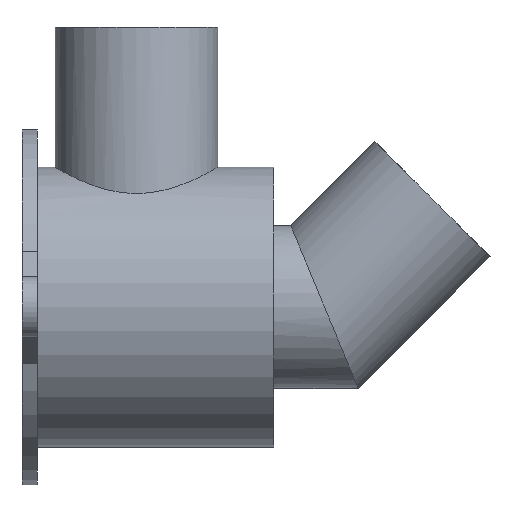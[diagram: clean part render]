
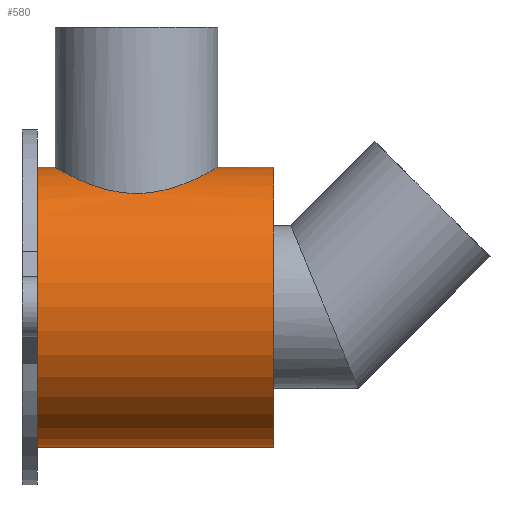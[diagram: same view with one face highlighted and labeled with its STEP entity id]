
A CAD part, left-side view. The second image highlights one B-rep face of the part: STEP entity #580.
In plain terms, the highlighted cylindrical face has radius 27.5 mm (diameter 55 mm), a full revolution.
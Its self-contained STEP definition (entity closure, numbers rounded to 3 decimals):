
#27=B_SPLINE_CURVE_WITH_KNOTS('',3,(#1036,#1037,#1038,#1039,#1040,#1041,
#1042,#1043,#1044,#1045,#1046,#1047,#1048,#1049,#1050,#1051,#1052,#1053,
#1054,#1055,#1056,#1057,#1058,#1059,#1060,#1061,#1062,#1063,#1064,#1065),
 .UNSPECIFIED.,.F.,.F.,(4,2,2,2,2,2,2,2,2,2,2,2,2,2,4),(0.,0.311,
0.622,1.244,1.554,1.863,2.172,
2.481,2.791,3.1,3.409,3.719,
4.341,4.652,4.963),.UNSPECIFIED.);
#28=B_SPLINE_CURVE_WITH_KNOTS('',3,(#1066,#1067,#1068,#1069,#1070,#1071,
#1072,#1073,#1074,#1075,#1076,#1077,#1078,#1079,#1080,#1081,#1082,#1083,
#1084,#1085,#1086,#1087,#1088,#1089,#1090,#1091,#1092,#1093,#1094,#1095),
 .UNSPECIFIED.,.F.,.F.,(4,2,2,2,2,2,2,2,2,2,2,2,2,2,4),(4.963,
5.274,5.585,6.207,6.516,6.826,
7.135,7.444,7.754,8.063,8.372,
8.682,9.304,9.615,9.926),
 .UNSPECIFIED.);
#36=FACE_BOUND('',#159,.T.);
#67=CIRCLE('',#653,27.5);
#68=CIRCLE('',#654,27.5);
#72=CIRCLE('',#662,27.5);
#73=CIRCLE('',#663,27.5);
#90=CYLINDRICAL_SURFACE('',#661,27.5);
#119=FACE_OUTER_BOUND('',#158,.T.);
#158=EDGE_LOOP('',(#480,#481,#482,#483,#484,#485));
#159=EDGE_LOOP('',(#486,#487));
#204=LINE('',#1107,#240);
#240=VECTOR('',#822,27.5);
#283=VERTEX_POINT('',#974);
#284=VERTEX_POINT('',#975);
#287=VERTEX_POINT('',#1034);
#288=VERTEX_POINT('',#1035);
#291=VERTEX_POINT('',#1103);
#292=VERTEX_POINT('',#1104);
#354=EDGE_CURVE('',#283,#284,#67,.T.);
#355=EDGE_CURVE('',#284,#283,#68,.T.);
#359=EDGE_CURVE('',#287,#288,#27,.T.);
#360=EDGE_CURVE('',#288,#287,#28,.T.);
#364=EDGE_CURVE('',#291,#292,#72,.T.);
#365=EDGE_CURVE('',#292,#291,#73,.T.);
#366=EDGE_CURVE('',#292,#284,#204,.T.);
#480=ORIENTED_EDGE('',*,*,#364,.F.);
#481=ORIENTED_EDGE('',*,*,#365,.F.);
#482=ORIENTED_EDGE('',*,*,#366,.T.);
#483=ORIENTED_EDGE('',*,*,#355,.T.);
#484=ORIENTED_EDGE('',*,*,#354,.T.);
#485=ORIENTED_EDGE('',*,*,#366,.F.);
#486=ORIENTED_EDGE('',*,*,#359,.T.);
#487=ORIENTED_EDGE('',*,*,#360,.T.);
#580=ADVANCED_FACE('',(#119,#36),#90,.T.);
#653=AXIS2_PLACEMENT_3D('',#976,#798,#799);
#654=AXIS2_PLACEMENT_3D('',#977,#800,#801);
#661=AXIS2_PLACEMENT_3D('',#1102,#816,#817);
#662=AXIS2_PLACEMENT_3D('',#1105,#818,#819);
#663=AXIS2_PLACEMENT_3D('',#1106,#820,#821);
#798=DIRECTION('center_axis',(0.,-1.,0.));
#799=DIRECTION('ref_axis',(1.,0.,0.));
#800=DIRECTION('center_axis',(0.,-1.,0.));
#801=DIRECTION('ref_axis',(1.,0.,0.));
#816=DIRECTION('center_axis',(0.,-1.,0.));
#817=DIRECTION('ref_axis',(1.,0.,0.));
#818=DIRECTION('center_axis',(0.,-1.,0.));
#819=DIRECTION('ref_axis',(1.,0.,0.));
#820=DIRECTION('center_axis',(0.,-1.,0.));
#821=DIRECTION('ref_axis',(1.,0.,0.));
#822=DIRECTION('',(0.,1.,0.));
#974=CARTESIAN_POINT('',(27.5,-0.5,0.));
#975=CARTESIAN_POINT('',(-27.5,-0.5,0.));
#976=CARTESIAN_POINT('Origin',(0.,-0.5,0.));
#977=CARTESIAN_POINT('Origin',(0.,-0.5,0.));
#1034=CARTESIAN_POINT('',(16.,-20.,22.366));
#1035=CARTESIAN_POINT('',(-16.,-20.,22.366));
#1036=CARTESIAN_POINT('Ctrl Pts',(16.,-20.,22.366));
#1037=CARTESIAN_POINT('Ctrl Pts',(16.,-21.037,22.366));
#1038=CARTESIAN_POINT('Ctrl Pts',(15.898,-22.097,22.441));
#1039=CARTESIAN_POINT('Ctrl Pts',(15.479,-24.186,22.731));
#1040=CARTESIAN_POINT('Ctrl Pts',(15.164,-25.214,22.947));
#1041=CARTESIAN_POINT('Ctrl Pts',(13.93,-28.153,23.731));
#1042=CARTESIAN_POINT('Ctrl Pts',(12.711,-29.917,24.434));
#1043=CARTESIAN_POINT('Ctrl Pts',(10.619,-32.008,25.378));
#1044=CARTESIAN_POINT('Ctrl Pts',(9.833,-32.665,25.698));
#1045=CARTESIAN_POINT('Ctrl Pts',(8.111,-33.831,26.292));
#1046=CARTESIAN_POINT('Ctrl Pts',(7.176,-34.34,26.566));
#1047=CARTESIAN_POINT('Ctrl Pts',(5.211,-35.165,27.021));
#1048=CARTESIAN_POINT('Ctrl Pts',(4.18,-35.481,27.201));
#1049=CARTESIAN_POINT('Ctrl Pts',(2.09,-35.899,27.441));
#1050=CARTESIAN_POINT('Ctrl Pts',(1.031,-36.,27.5));
#1051=CARTESIAN_POINT('Ctrl Pts',(-1.031,-36.,27.5));
#1052=CARTESIAN_POINT('Ctrl Pts',(-2.09,-35.899,27.441));
#1053=CARTESIAN_POINT('Ctrl Pts',(-4.18,-35.481,27.201));
#1054=CARTESIAN_POINT('Ctrl Pts',(-5.211,-35.165,27.021));
#1055=CARTESIAN_POINT('Ctrl Pts',(-7.176,-34.34,26.566));
#1056=CARTESIAN_POINT('Ctrl Pts',(-8.111,-33.831,26.292));
#1057=CARTESIAN_POINT('Ctrl Pts',(-9.833,-32.665,25.698));
#1058=CARTESIAN_POINT('Ctrl Pts',(-10.619,-32.008,25.378));
#1059=CARTESIAN_POINT('Ctrl Pts',(-12.711,-29.917,24.434));
#1060=CARTESIAN_POINT('Ctrl Pts',(-13.93,-28.153,23.731));
#1061=CARTESIAN_POINT('Ctrl Pts',(-15.164,-25.214,22.947));
#1062=CARTESIAN_POINT('Ctrl Pts',(-15.479,-24.186,22.731));
#1063=CARTESIAN_POINT('Ctrl Pts',(-15.898,-22.097,22.441));
#1064=CARTESIAN_POINT('Ctrl Pts',(-16.,-21.037,22.366));
#1065=CARTESIAN_POINT('Ctrl Pts',(-16.,-20.,22.366));
#1066=CARTESIAN_POINT('Ctrl Pts',(-16.,-20.,22.366));
#1067=CARTESIAN_POINT('Ctrl Pts',(-16.,-18.963,22.366));
#1068=CARTESIAN_POINT('Ctrl Pts',(-15.898,-17.903,22.441));
#1069=CARTESIAN_POINT('Ctrl Pts',(-15.479,-15.814,22.731));
#1070=CARTESIAN_POINT('Ctrl Pts',(-15.164,-14.786,22.947));
#1071=CARTESIAN_POINT('Ctrl Pts',(-13.93,-11.847,23.731));
#1072=CARTESIAN_POINT('Ctrl Pts',(-12.711,-10.083,24.434));
#1073=CARTESIAN_POINT('Ctrl Pts',(-10.619,-7.992,25.378));
#1074=CARTESIAN_POINT('Ctrl Pts',(-9.833,-7.335,25.698));
#1075=CARTESIAN_POINT('Ctrl Pts',(-8.111,-6.169,26.292));
#1076=CARTESIAN_POINT('Ctrl Pts',(-7.176,-5.66,26.566));
#1077=CARTESIAN_POINT('Ctrl Pts',(-5.211,-4.835,27.021));
#1078=CARTESIAN_POINT('Ctrl Pts',(-4.18,-4.519,27.201));
#1079=CARTESIAN_POINT('Ctrl Pts',(-2.09,-4.101,27.441));
#1080=CARTESIAN_POINT('Ctrl Pts',(-1.031,-4.,27.5));
#1081=CARTESIAN_POINT('Ctrl Pts',(1.031,-4.,27.5));
#1082=CARTESIAN_POINT('Ctrl Pts',(2.09,-4.101,27.441));
#1083=CARTESIAN_POINT('Ctrl Pts',(4.18,-4.519,27.201));
#1084=CARTESIAN_POINT('Ctrl Pts',(5.211,-4.835,27.021));
#1085=CARTESIAN_POINT('Ctrl Pts',(7.176,-5.66,26.566));
#1086=CARTESIAN_POINT('Ctrl Pts',(8.111,-6.169,26.292));
#1087=CARTESIAN_POINT('Ctrl Pts',(9.833,-7.335,25.698));
#1088=CARTESIAN_POINT('Ctrl Pts',(10.619,-7.992,25.378));
#1089=CARTESIAN_POINT('Ctrl Pts',(12.711,-10.083,24.434));
#1090=CARTESIAN_POINT('Ctrl Pts',(13.93,-11.847,23.731));
#1091=CARTESIAN_POINT('Ctrl Pts',(15.164,-14.786,22.947));
#1092=CARTESIAN_POINT('Ctrl Pts',(15.479,-15.814,22.731));
#1093=CARTESIAN_POINT('Ctrl Pts',(15.898,-17.903,22.441));
#1094=CARTESIAN_POINT('Ctrl Pts',(16.,-18.963,22.366));
#1095=CARTESIAN_POINT('Ctrl Pts',(16.,-20.,22.366));
#1102=CARTESIAN_POINT('Origin',(0.,0.,0.));
#1103=CARTESIAN_POINT('',(27.5,-47.,0.));
#1104=CARTESIAN_POINT('',(-27.5,-47.,0.));
#1105=CARTESIAN_POINT('Origin',(0.,-47.,0.));
#1106=CARTESIAN_POINT('Origin',(0.,-47.,0.));
#1107=CARTESIAN_POINT('',(-27.5,0.,0.));
